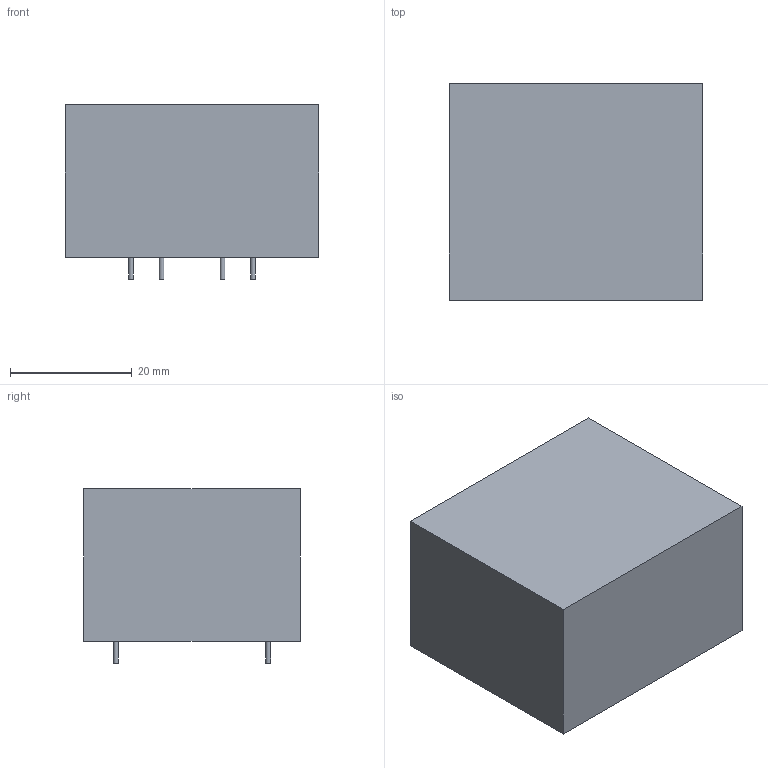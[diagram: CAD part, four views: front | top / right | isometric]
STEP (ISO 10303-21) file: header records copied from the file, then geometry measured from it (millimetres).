
FILE_DESCRIPTION(/* description */ (''),/* implementation_level */ '2;1');
FILE_NAME(/* name */ 'MYRRA_4720x.stp',/* time_stamp */ '2016-01-29T14:34:42+01:00',/* author */ ('riccim'),/* organization */ (''),/* preprocessor_version */ 'ST-DEVELOPER v15.5',/* originating_system */ 'AutoCAD Mechanical',/* authorisation */ '');
FILE_SCHEMA (('AUTOMOTIVE_DESIGN { 1 0 10303 214 3 1 1 }'));
Length unit declared in the file: millimetre
Products named in the file (1): Product
Bounding box: 41.5 x 35.5 x 28.6 mm (x, y, z)
Volume: 36838.5 mm3; surface area: 6836.7 mm2
Topology: 5 solids, 5 shells, 18 faces, 24 edges, 16 vertices
Faces by surface type: plane 14, cylinder 4
Full cylindrical faces by diameter (mm): 0.8 x4
Entity records: 391 total; most frequent: DIRECTION 66, CARTESIAN_POINT 55, ORIENTED_EDGE 40, AXIS2_PLACEMENT_3D 27, EDGE_LOOP 22, EDGE_CURVE 20, FACE_OUTER_BOUND 18, ADVANCED_FACE 18
